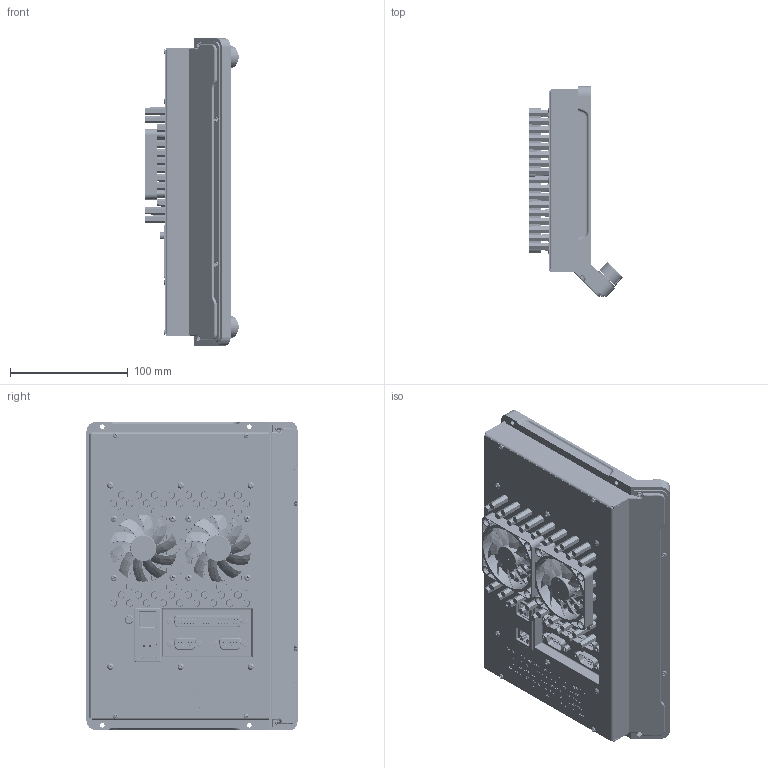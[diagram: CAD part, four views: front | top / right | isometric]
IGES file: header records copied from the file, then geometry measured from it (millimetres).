
Start section: SolidWorks IGES file using analytic representation for surfaces
Global section: file name: ASSY GEMINI_HDX 10IN_SANDFILLED.IGS; native system: SolidWorks 2016; preprocessor: SolidWorks 2016; author: dweber; date: 161003.160009; units: millimetre
Bounding box: 79.25 x 179.5 x 262 mm (x, y, z)
Surface area: 207932.2 mm2 (no closed solid volume)
Topology: 0 solids, 0 shells, 7863 faces, 80961 edges, 80895 vertices
Faces by surface type: bspline 5725, revolution 2138
